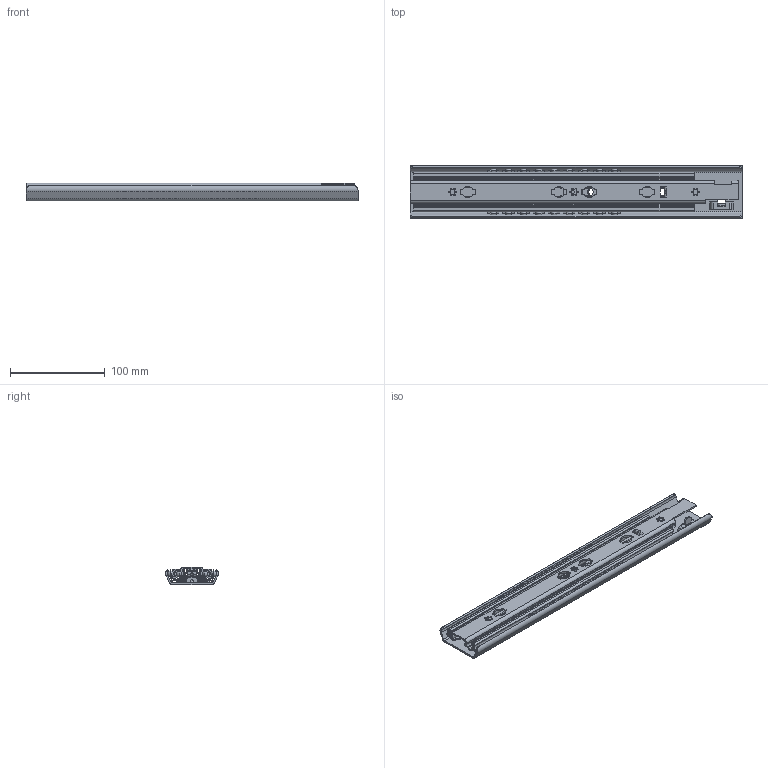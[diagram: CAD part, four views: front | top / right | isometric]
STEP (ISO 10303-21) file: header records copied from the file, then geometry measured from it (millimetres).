
FILE_DESCRIPTION(/* description */ ('ULFHD-F- 350/350mm (18.5) Zinc-Magnesium'),/* implementation_level */ '2;1');
FILE_NAME(/* name */ 'M12-AB4_00_closed.stp',/* time_stamp */ '2025-09-08T13:51:39+02:00',/* author */ ('l.hoffmann'),/* organization */ (''),/* preprocessor_version */ 'ST-DEVELOPER v20',/* originating_system */ 'Autodesk Inventor 2022',/* authorisation */ '');
FILE_SCHEMA (('AUTOMOTIVE_DESIGN { 1 0 10303 214 3 1 1 }'));
Length unit declared in the file: millimetre
Products named in the file (14): M12-M23; 511-M12-M23-HMB; 511-M12-M23-HMB_1; E000174313; E000174310; E000174309; 512-M12-M23-UM2; 512-M12-M23-UM2_1; E000174322; E000174300; E000174318; E000174320; 514-M12-M23-MB3; 514-M12-M23-MB3_1
Assembly tree (27 placements, depth 3):
  M12-M23
    511-M12-M23-HMB
      511-M12-M23-HMB_1
    E000174313
      E000174300
      E000174310
      E000174309  x9
    512-M12-M23-UM2
      512-M12-M23-UM2_1
    E000174322
      E000174300
      E000174318
      E000174320  x6
    514-M12-M23-MB3
      514-M12-M23-MB3_1
Bounding box: 350 x 55.79 x 18.55 mm (x, y, z)
Volume: 115112.7 mm3; surface area: 151687.7 mm2
Topology: 35 solids, 35 shells, 1202 faces, 3586 edges, 2379 vertices
Faces by surface type: plane 586, cylinder 544, cone 42, sphere 30
Full cylindrical faces by diameter (mm): 5.56 x12, 6.35 x18, 8 x3, 11 x3
Entity records: 42223 total; most frequent: CARTESIAN_POINT 8938, ORIENTED_EDGE 7000, DIRECTION 6928, EDGE_CURVE 3500, AXIS2_PLACEMENT_3D 2412, VERTEX_POINT 2327, LINE 2104, VECTOR 2104
